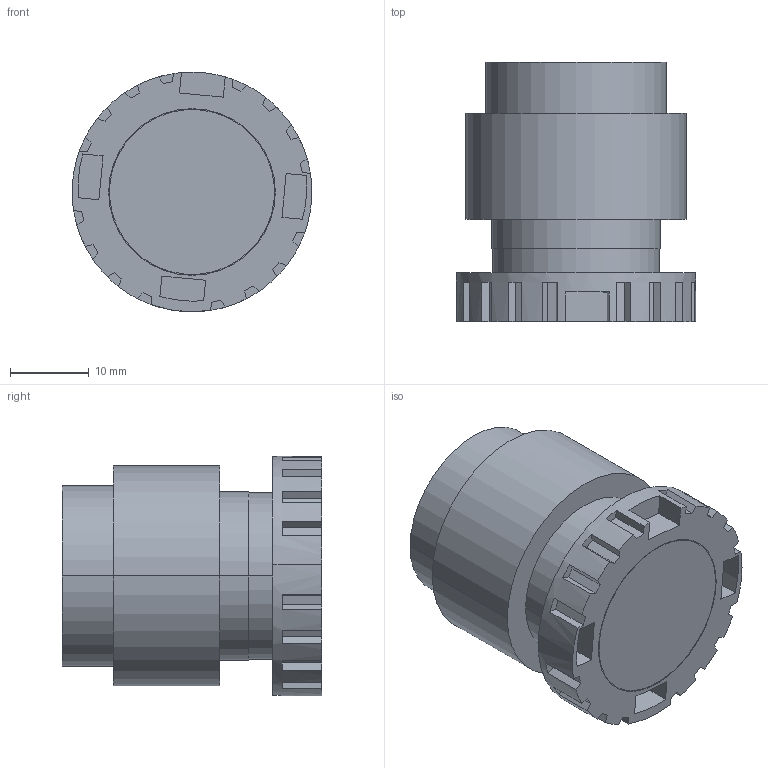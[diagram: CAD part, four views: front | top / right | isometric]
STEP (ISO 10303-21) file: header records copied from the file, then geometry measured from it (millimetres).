
FILE_DESCRIPTION((''),'2;1');
FILE_NAME('CSW-BS-BSI_WH_ASM','2022-04-12T10:22:59',('klemen.sitar'),('Audax d.o.o.'),'CREO PARAMETRIC BY PTC INC, 2021304','CREO PARAMETRIC BY PTC INC, 2021304','');
FILE_SCHEMA(('AP242_MANAGED_MODEL_BASED_3D_ENGINEERING_MIM_LF { 1 0 10303 442 1 1 4 }'));
Length unit declared in the file: metre
Products named in the file (4): CSW-BS-BSI_WH_1_1; CSW-BS-BSI_WH_2; CSW-BS-BSI_WH_2_1; CSW-BS-BSI_WH_ASM
Assembly tree (3 placements, depth 2):
  CSW-BS-BSI_WH_ASM
    CSW-BS-BSI_WH_1_1
    CSW-BS-BSI_WH_2
    CSW-BS-BSI_WH_2_1
Bounding box: 30.5 x 33 x 30.49 mm (x, y, z)
Volume: 17652.7 mm3; surface area: 6672.2 mm2
Topology: 3 solids, 3 shells, 103 faces, 281 edges, 191 vertices
Faces by surface type: plane 88, cylinder 15
Entity records: 5648 total; most frequent: CARTESIAN_POINT 595, DIRECTION 582, ORIENTED_EDGE 558, PRESENTATION_STYLE_ASSIGNMENT 391, STYLED_ITEM 391, COLOUR_RGB 337, CURVE_STYLE 285, EDGE_CURVE 279
